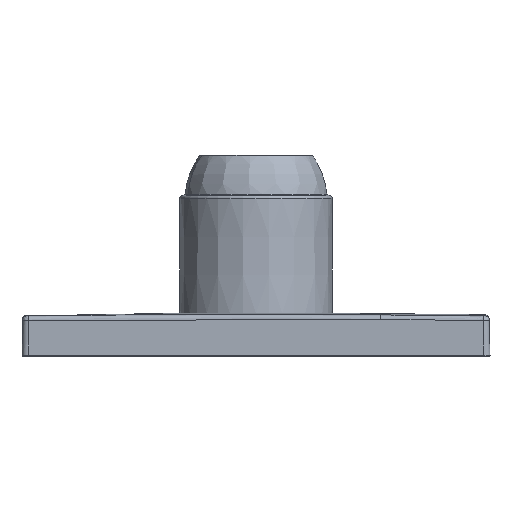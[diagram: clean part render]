
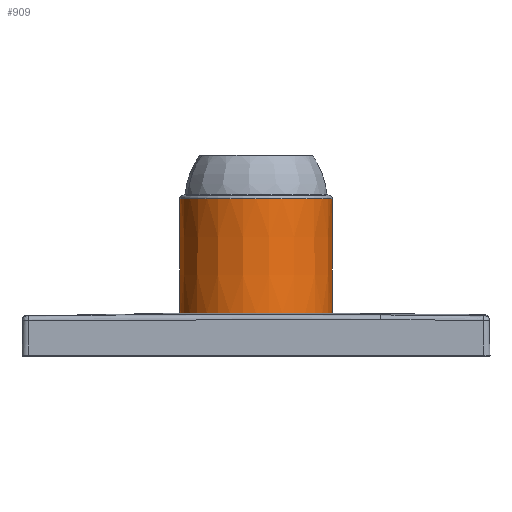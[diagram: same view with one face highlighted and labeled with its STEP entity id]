
A CAD part, left-side view. The second image highlights one B-rep face of the part: STEP entity #909.
In plain terms, the highlighted conical face has half-angle 0.229 degrees and reference radius 24.4 mm.
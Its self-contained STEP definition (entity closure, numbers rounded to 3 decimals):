
#536 = CARTESIAN_POINT ( 'NONE',  ( 0., 0., 13.927 ) ) ;
#608 = VERTEX_POINT ( 'NONE', #995 ) ;
#682 = AXIS2_PLACEMENT_3D ( 'NONE', #1894, #1895, #1888 ) ;
#757 = DIRECTION ( 'NONE',  ( 0., 1., 0. ) ) ;
#830 = VERTEX_POINT ( 'NONE', #2458 ) ;
#854 = CIRCLE ( 'NONE', #2390, 24.551 ) ;
#909 = ADVANCED_FACE ( 'NONE', ( #1325, #1289 ), #1262, .T. ) ;
#922 = CIRCLE ( 'NONE', #1580, 24.404 ) ;
#995 = CARTESIAN_POINT ( 'NONE',  ( 0., -24.404, 50.685 ) ) ;
#1262 = CONICAL_SURFACE ( 'NONE', #682, 24.4, 0.004 ) ;
#1289 = FACE_OUTER_BOUND ( 'NONE', #1731, .T. ) ;
#1325 = FACE_BOUND ( 'NONE', #1433, .T. ) ;
#1340 = DIRECTION ( 'NONE',  ( 0., -1., 0. ) ) ;
#1432 = ORIENTED_EDGE ( 'NONE', *, *, #1928, .F. ) ;
#1433 = EDGE_LOOP ( 'NONE', ( #1432 ) ) ;
#1561 = DIRECTION ( 'NONE',  ( 0., 0., 1. ) ) ;
#1580 = AXIS2_PLACEMENT_3D ( 'NONE', #1773, #1561, #1340 ) ;
#1731 = EDGE_LOOP ( 'NONE', ( #2420 ) ) ;
#1773 = CARTESIAN_POINT ( 'NONE',  ( 0., 0., 50.685 ) ) ;
#1888 = DIRECTION ( 'NONE',  ( 0.479, -0.878, 0. ) ) ;
#1894 = CARTESIAN_POINT ( 'NONE',  ( 0., 0., 51.681 ) ) ;
#1895 = DIRECTION ( 'NONE',  ( 0., 0., -1. ) ) ;
#1928 = EDGE_CURVE ( 'NONE', #608, #608, #922, .T. ) ;
#2018 = DIRECTION ( 'NONE',  ( 0., 0., 1. ) ) ;
#2371 = EDGE_CURVE ( 'NONE', #830, #830, #854, .T. ) ;
#2390 = AXIS2_PLACEMENT_3D ( 'NONE', #536, #2018, #757 ) ;
#2420 = ORIENTED_EDGE ( 'NONE', *, *, #2371, .T. ) ;
#2458 = CARTESIAN_POINT ( 'NONE',  ( 0., 24.551, 13.927 ) ) ;
